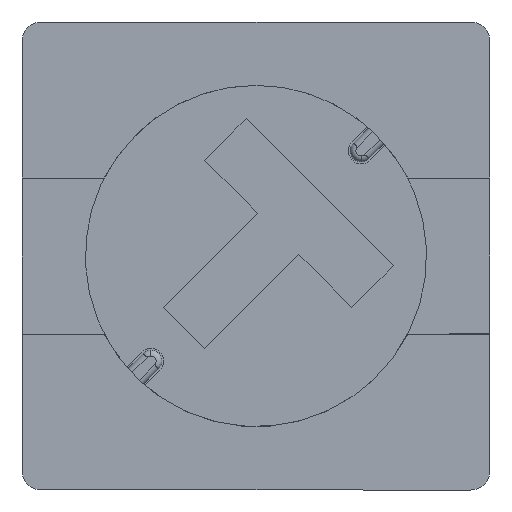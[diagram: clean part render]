
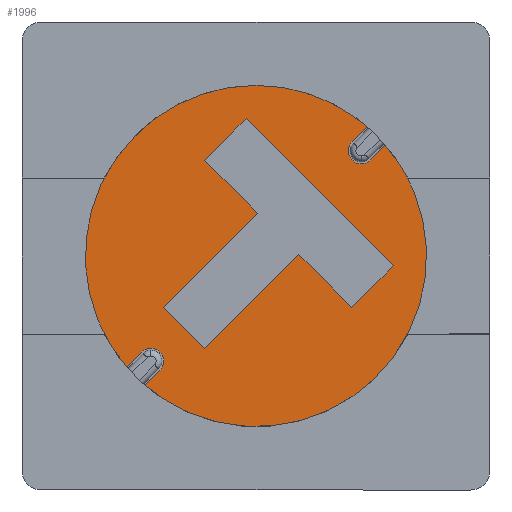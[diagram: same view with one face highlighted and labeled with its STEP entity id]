
A CAD part, front view. The second image highlights one B-rep face of the part: STEP entity #1996.
In plain terms, the highlighted planar face has unit normal (0, -1, 0).
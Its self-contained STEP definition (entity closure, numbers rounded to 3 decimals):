
#85 = CARTESIAN_POINT ( 'NONE',  ( -0.102, 0.13, 1.406 ) ) ;
#143 = VERTEX_POINT ( 'NONE', #564 ) ;
#192 = DIRECTION ( 'NONE',  ( 0., -1., 0. ) ) ;
#221 = LINE ( 'NONE', #3746, #4431 ) ;
#252 = ORIENTED_EDGE ( 'NONE', *, *, #1998, .T. ) ;
#275 = CARTESIAN_POINT ( 'NONE',  ( 0.44, 0.13, 0.016 ) ) ;
#299 = LINE ( 'NONE', #8858, #3110 ) ;
#416 = VECTOR ( 'NONE', #5904, 1000. ) ;
#461 = DIRECTION ( 'NONE',  ( 0., 0., -1. ) ) ;
#510 = CARTESIAN_POINT ( 'NONE',  ( 1.328, 0.13, 1.14 ) ) ;
#543 = DIRECTION ( 'NONE',  ( 0., 0., -1. ) ) ;
#564 = CARTESIAN_POINT ( 'NONE',  ( -0.949, 0.13, -0.525 ) ) ;
#617 = ORIENTED_EDGE ( 'NONE', *, *, #3251, .F. ) ;
#736 = VERTEX_POINT ( 'NONE', #3713 ) ;
#787 = VECTOR ( 'NONE', #5417, 1000. ) ;
#988 = CARTESIAN_POINT ( 'NONE',  ( 0., 0.13, 0. ) ) ;
#1065 = EDGE_CURVE ( 'NONE', #2953, #2381, #5434, .T. ) ;
#1067 = ORIENTED_EDGE ( 'NONE', *, *, #4263, .F. ) ;
#1321 = VERTEX_POINT ( 'NONE', #3723 ) ;
#1427 = ORIENTED_EDGE ( 'NONE', *, *, #9227, .F. ) ;
#1464 = VECTOR ( 'NONE', #9448, 1000. ) ;
#1484 = DIRECTION ( 'NONE',  ( 0., 0., -1. ) ) ;
#1551 = CARTESIAN_POINT ( 'NONE',  ( -0.526, 0.13, 0.982 ) ) ;
#1647 = CARTESIAN_POINT ( 'NONE',  ( 1.172, 0.13, 0.985 ) ) ;
#1806 = CARTESIAN_POINT ( 'NONE',  ( 0.985, 0.13, 1.172 ) ) ;
#1807 = DIRECTION ( 'NONE',  ( 0., 0., -1. ) ) ;
#1827 = EDGE_CURVE ( 'NONE', #3661, #4450, #8918, .T. ) ;
#1833 = CARTESIAN_POINT ( 'NONE',  ( 1.406, 0.13, -0.102 ) ) ;
#1846 = DIRECTION ( 'NONE',  ( 0., -1., 0. ) ) ;
#1862 = AXIS2_PLACEMENT_3D ( 'NONE', #988, #8676, #1807 ) ;
#1902 = CARTESIAN_POINT ( 'NONE',  ( -1.328, 0.13, -1.14 ) ) ;
#1985 = DIRECTION ( 'NONE',  ( 0., -1., 0. ) ) ;
#1996 = ADVANCED_FACE ( 'NONE', ( #5294, #8325 ), #9406, .T. ) ;
#1998 = EDGE_CURVE ( 'NONE', #736, #9533, #8552, .T. ) ;
#2047 = LINE ( 'NONE', #1551, #3885 ) ;
#2210 = ORIENTED_EDGE ( 'NONE', *, *, #2252, .F. ) ;
#2252 = EDGE_CURVE ( 'NONE', #1321, #2723, #5402, .T. ) ;
#2343 = CARTESIAN_POINT ( 'NONE',  ( -1.172, 0.13, -0.985 ) ) ;
#2352 = AXIS2_PLACEMENT_3D ( 'NONE', #4269, #1985, #2773 ) ;
#2381 = VERTEX_POINT ( 'NONE', #9126 ) ;
#2500 = CARTESIAN_POINT ( 'NONE',  ( -1.14, 0.13, -1.328 ) ) ;
#2531 = AXIS2_PLACEMENT_3D ( 'NONE', #9537, #2821, #543 ) ;
#2595 = ORIENTED_EDGE ( 'NONE', *, *, #5119, .F. ) ;
#2720 = CARTESIAN_POINT ( 'NONE',  ( 0.982, 0.13, -0.526 ) ) ;
#2723 = VERTEX_POINT ( 'NONE', #5152 ) ;
#2773 = DIRECTION ( 'NONE',  ( 0., 0., -1. ) ) ;
#2812 = EDGE_CURVE ( 'NONE', #2723, #143, #221, .T. ) ;
#2821 = DIRECTION ( 'NONE',  ( 0., -1., 0. ) ) ;
#2829 = ORIENTED_EDGE ( 'NONE', *, *, #6654, .F. ) ;
#2861 = VERTEX_POINT ( 'NONE', #275 ) ;
#2908 = CIRCLE ( 'NONE', #2352, 0.133 ) ;
#2926 = EDGE_CURVE ( 'NONE', #4814, #8557, #9432, .T. ) ;
#2953 = VERTEX_POINT ( 'NONE', #1833 ) ;
#3040 = DIRECTION ( 'NONE',  ( 0., -1., 0. ) ) ;
#3067 = EDGE_CURVE ( 'NONE', #3807, #8976, #3384, .T. ) ;
#3110 = VECTOR ( 'NONE', #5876, 1000. ) ;
#3119 = DIRECTION ( 'NONE',  ( -0.707, 0., -0.707 ) ) ;
#3162 = AXIS2_PLACEMENT_3D ( 'NONE', #3724, #3040, #1484 ) ;
#3180 = EDGE_CURVE ( 'NONE', #736, #3661, #3951, .T. ) ;
#3248 = AXIS2_PLACEMENT_3D ( 'NONE', #4672, #192, #5430 ) ;
#3251 = EDGE_CURVE ( 'NONE', #8447, #8976, #8728, .T. ) ;
#3295 = EDGE_LOOP ( 'NONE', ( #7842, #9547, #617, #3935, #4442, #8190, #252, #5957, #9349, #2595 ) ) ;
#3384 = CIRCLE ( 'NONE', #3162, 1.75 ) ;
#3410 = CARTESIAN_POINT ( 'NONE',  ( -0.949, 0.13, -0.525 ) ) ;
#3628 = EDGE_CURVE ( 'NONE', #3807, #7742, #6517, .T. ) ;
#3661 = VERTEX_POINT ( 'NONE', #1806 ) ;
#3713 = CARTESIAN_POINT ( 'NONE',  ( 1.14, 0.13, 1.328 ) ) ;
#3723 = CARTESIAN_POINT ( 'NONE',  ( -0.526, 0.13, 0.982 ) ) ;
#3724 = CARTESIAN_POINT ( 'NONE',  ( 0., 0.13, 0. ) ) ;
#3746 = CARTESIAN_POINT ( 'NONE',  ( -0.949, 0.13, -0.525 ) ) ;
#3807 = VERTEX_POINT ( 'NONE', #2500 ) ;
#3831 = LINE ( 'NONE', #9274, #8616 ) ;
#3885 = VECTOR ( 'NONE', #3119, 1000. ) ;
#3886 = ORIENTED_EDGE ( 'NONE', *, *, #6012, .F. ) ;
#3899 = CARTESIAN_POINT ( 'NONE',  ( 0.985, 0.13, 1.172 ) ) ;
#3935 = ORIENTED_EDGE ( 'NONE', *, *, #7205, .F. ) ;
#3951 = LINE ( 'NONE', #3899, #4415 ) ;
#4007 = DIRECTION ( 'NONE',  ( -0.707, 0., -0.707 ) ) ;
#4130 = DIRECTION ( 'NONE',  ( 0.707, 0., -0.707 ) ) ;
#4221 = DIRECTION ( 'NONE',  ( 0., -1., 0. ) ) ;
#4263 = EDGE_CURVE ( 'NONE', #143, #7591, #8803, .T. ) ;
#4268 = CARTESIAN_POINT ( 'NONE',  ( 0.016, 0.13, 0.44 ) ) ;
#4269 = CARTESIAN_POINT ( 'NONE',  ( 1.078, 0.13, 1.078 ) ) ;
#4415 = VECTOR ( 'NONE', #6057, 1000. ) ;
#4431 = VECTOR ( 'NONE', #7529, 1000. ) ;
#4442 = ORIENTED_EDGE ( 'NONE', *, *, #1827, .F. ) ;
#4450 = VERTEX_POINT ( 'NONE', #4487 ) ;
#4487 = CARTESIAN_POINT ( 'NONE',  ( 1.078, 0.13, 0.946 ) ) ;
#4508 = AXIS2_PLACEMENT_3D ( 'NONE', #9381, #4221, #461 ) ;
#4542 = EDGE_LOOP ( 'NONE', ( #1067, #4563, #2210, #3886, #7464, #8346, #2829, #1427 ) ) ;
#4563 = ORIENTED_EDGE ( 'NONE', *, *, #2812, .F. ) ;
#4630 = DIRECTION ( 'NONE',  ( 0.707, 0., 0.707 ) ) ;
#4672 = CARTESIAN_POINT ( 'NONE',  ( 0., 0.13, 0. ) ) ;
#4814 = VERTEX_POINT ( 'NONE', #2343 ) ;
#5003 = VECTOR ( 'NONE', #4630, 1000. ) ;
#5119 = EDGE_CURVE ( 'NONE', #7742, #4814, #8788, .T. ) ;
#5152 = CARTESIAN_POINT ( 'NONE',  ( 0.016, 0.13, 0.44 ) ) ;
#5294 = FACE_OUTER_BOUND ( 'NONE', #3295, .T. ) ;
#5332 = CIRCLE ( 'NONE', #3248, 1.75 ) ;
#5402 = LINE ( 'NONE', #4268, #1464 ) ;
#5417 = DIRECTION ( 'NONE',  ( -0.707, 0., 0.707 ) ) ;
#5430 = DIRECTION ( 'NONE',  ( 0., 0., -1. ) ) ;
#5434 = LINE ( 'NONE', #85, #787 ) ;
#5518 = CARTESIAN_POINT ( 'NONE',  ( -0.525, 0.13, -0.949 ) ) ;
#5846 = LINE ( 'NONE', #6893, #8057 ) ;
#5876 = DIRECTION ( 'NONE',  ( 0.707, 0., -0.707 ) ) ;
#5904 = DIRECTION ( 'NONE',  ( 0.707, 0., 0.707 ) ) ;
#5957 = ORIENTED_EDGE ( 'NONE', *, *, #9581, .T. ) ;
#6012 = EDGE_CURVE ( 'NONE', #2381, #1321, #2047, .T. ) ;
#6057 = DIRECTION ( 'NONE',  ( -0.707, 0., -0.707 ) ) ;
#6164 = VERTEX_POINT ( 'NONE', #2720 ) ;
#6517 = LINE ( 'NONE', #8178, #416 ) ;
#6527 = AXIS2_PLACEMENT_3D ( 'NONE', #7700, #1846, #8544 ) ;
#6654 = EDGE_CURVE ( 'NONE', #2861, #6164, #299, .T. ) ;
#6893 = CARTESIAN_POINT ( 'NONE',  ( -0.525, 0.13, -0.949 ) ) ;
#7048 = CARTESIAN_POINT ( 'NONE',  ( 0., 0.13, 1.75 ) ) ;
#7054 = CARTESIAN_POINT ( 'NONE',  ( 1.172, 0.13, 0.985 ) ) ;
#7188 = VECTOR ( 'NONE', #4130, 1000. ) ;
#7205 = EDGE_CURVE ( 'NONE', #4450, #8447, #2908, .T. ) ;
#7464 = ORIENTED_EDGE ( 'NONE', *, *, #1065, .F. ) ;
#7467 = VECTOR ( 'NONE', #4007, 1000. ) ;
#7529 = DIRECTION ( 'NONE',  ( -0.707, 0., -0.707 ) ) ;
#7591 = VERTEX_POINT ( 'NONE', #5518 ) ;
#7700 = CARTESIAN_POINT ( 'NONE',  ( -1.078, 0.13, -1.078 ) ) ;
#7725 = CARTESIAN_POINT ( 'NONE',  ( -1.172, 0.13, -0.985 ) ) ;
#7742 = VERTEX_POINT ( 'NONE', #8753 ) ;
#7830 = DIRECTION ( 'NONE',  ( 0.707, 0., 0.707 ) ) ;
#7842 = ORIENTED_EDGE ( 'NONE', *, *, #3628, .F. ) ;
#8057 = VECTOR ( 'NONE', #8393, 1000. ) ;
#8178 = CARTESIAN_POINT ( 'NONE',  ( -0.985, 0.13, -1.172 ) ) ;
#8190 = ORIENTED_EDGE ( 'NONE', *, *, #3180, .F. ) ;
#8325 = FACE_BOUND ( 'NONE', #4542, .T. ) ;
#8346 = ORIENTED_EDGE ( 'NONE', *, *, #9275, .F. ) ;
#8393 = DIRECTION ( 'NONE',  ( 0.707, 0., 0.707 ) ) ;
#8447 = VERTEX_POINT ( 'NONE', #7054 ) ;
#8544 = DIRECTION ( 'NONE',  ( 0., 0., -1. ) ) ;
#8552 = CIRCLE ( 'NONE', #4508, 1.75 ) ;
#8557 = VERTEX_POINT ( 'NONE', #1902 ) ;
#8616 = VECTOR ( 'NONE', #7830, 1000. ) ;
#8676 = DIRECTION ( 'NONE',  ( 0., -1., 0. ) ) ;
#8728 = LINE ( 'NONE', #1647, #5003 ) ;
#8753 = CARTESIAN_POINT ( 'NONE',  ( -0.985, 0.13, -1.172 ) ) ;
#8788 = CIRCLE ( 'NONE', #6527, 0.133 ) ;
#8803 = LINE ( 'NONE', #3410, #7188 ) ;
#8858 = CARTESIAN_POINT ( 'NONE',  ( 0.44, 0.13, 0.016 ) ) ;
#8918 = CIRCLE ( 'NONE', #2531, 0.133 ) ;
#8976 = VERTEX_POINT ( 'NONE', #510 ) ;
#9126 = CARTESIAN_POINT ( 'NONE',  ( -0.102, 0.13, 1.406 ) ) ;
#9227 = EDGE_CURVE ( 'NONE', #7591, #2861, #5846, .T. ) ;
#9274 = CARTESIAN_POINT ( 'NONE',  ( 0.982, 0.13, -0.526 ) ) ;
#9275 = EDGE_CURVE ( 'NONE', #6164, #2953, #3831, .T. ) ;
#9349 = ORIENTED_EDGE ( 'NONE', *, *, #2926, .F. ) ;
#9381 = CARTESIAN_POINT ( 'NONE',  ( 0., 0.13, 0. ) ) ;
#9406 = PLANE ( 'NONE',  #1862 ) ;
#9432 = LINE ( 'NONE', #7725, #7467 ) ;
#9448 = DIRECTION ( 'NONE',  ( 0.707, 0., -0.707 ) ) ;
#9533 = VERTEX_POINT ( 'NONE', #7048 ) ;
#9537 = CARTESIAN_POINT ( 'NONE',  ( 1.078, 0.13, 1.078 ) ) ;
#9547 = ORIENTED_EDGE ( 'NONE', *, *, #3067, .T. ) ;
#9581 = EDGE_CURVE ( 'NONE', #9533, #8557, #5332, .T. ) ;
